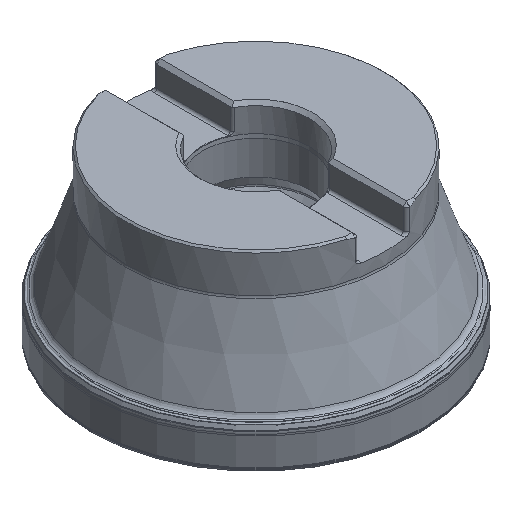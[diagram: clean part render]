
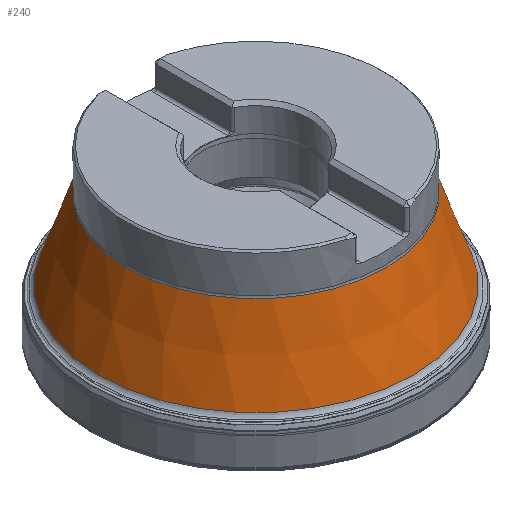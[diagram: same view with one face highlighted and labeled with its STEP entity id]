
A CAD part, isometric view. The second image highlights one B-rep face of the part: STEP entity #240.
In plain terms, the highlighted conical face has half-angle 19.009 degrees and reference radius 39 mm.
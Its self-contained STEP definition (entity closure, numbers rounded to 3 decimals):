
#163=CONICAL_SURFACE('',#1721,39.,19.009);
#240=ADVANCED_FACE('',(#554,#555),#163,.T.);
#554=FACE_BOUND('',#693,.T.);
#555=FACE_BOUND('',#694,.T.);
#693=EDGE_LOOP('',(#905));
#694=EDGE_LOOP('',(#906));
#905=ORIENTED_EDGE('',*,*,#1431,.T.);
#906=ORIENTED_EDGE('',*,*,#1432,.T.);
#1285=VERTEX_POINT('',#2530);
#1286=VERTEX_POINT('',#2532);
#1431=EDGE_CURVE('',#1285,#1285,#1604,.T.);
#1432=EDGE_CURVE('',#1286,#1286,#1605,.T.);
#1604=CIRCLE('',#1719,47.341);
#1605=CIRCLE('',#1720,39.109);
#1719=AXIS2_PLACEMENT_3D('',#2529,#1949,#1950);
#1720=AXIS2_PLACEMENT_3D('',#2531,#1951,#1952);
#1721=AXIS2_PLACEMENT_3D('',#2533,#1953,#1954);
#1949=DIRECTION('',(0.,0.,1.));
#1950=DIRECTION('',(-1.,0.,0.));
#1951=DIRECTION('',(0.,0.,-1.));
#1952=DIRECTION('',(-1.,0.,0.));
#1953=DIRECTION('',(0.,0.,-1.));
#1954=DIRECTION('',(-1.,0.,0.));
#2529=CARTESIAN_POINT('',(0.,0.,-36.212));
#2530=CARTESIAN_POINT('',(-47.341,0.,-36.212));
#2531=CARTESIAN_POINT('',(0.,0.,-12.317));
#2532=CARTESIAN_POINT('',(-39.109,0.,-12.317));
#2533=CARTESIAN_POINT('',(0.,0.,-12.));
